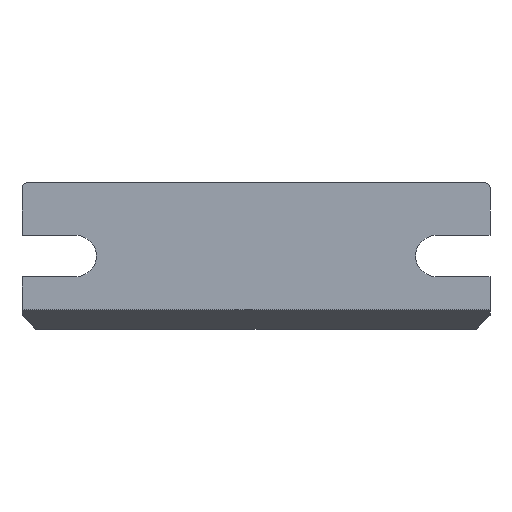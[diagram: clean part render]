
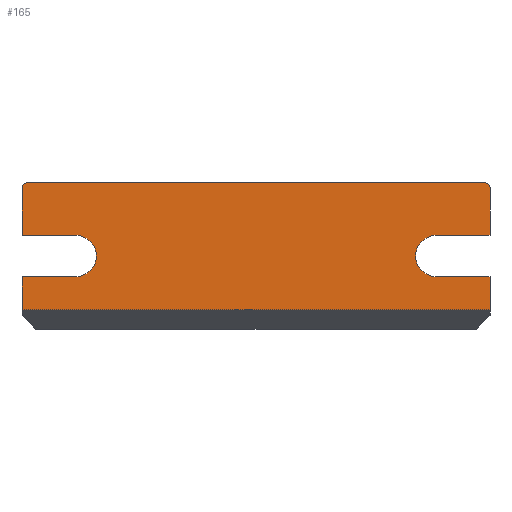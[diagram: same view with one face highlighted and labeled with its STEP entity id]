
A CAD part, front view. The second image highlights one B-rep face of the part: STEP entity #165.
In plain terms, the highlighted planar face has unit normal (0, -1, 0).
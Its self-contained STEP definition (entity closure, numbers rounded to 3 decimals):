
#165 = ADVANCED_FACE( '', ( #357 ), #358, .F. );
#357 = FACE_OUTER_BOUND( '', #572, .T. );
#358 = PLANE( '', #573 );
#572 = EDGE_LOOP( '', ( #1000, #1001, #1002, #1003, #1004, #1005, #1006, #1007, #1008, #1009, #1010, #1011, #1012, #1013 ) );
#573 = AXIS2_PLACEMENT_3D( '', #1014, #1015, #1016 );
#1000 = ORIENTED_EDGE( '', *, *, #1366, .F. );
#1001 = ORIENTED_EDGE( '', *, *, #1380, .T. );
#1002 = ORIENTED_EDGE( '', *, *, #1413, .T. );
#1003 = ORIENTED_EDGE( '', *, *, #1414, .T. );
#1004 = ORIENTED_EDGE( '', *, *, #1415, .T. );
#1005 = ORIENTED_EDGE( '', *, *, #1416, .F. );
#1006 = ORIENTED_EDGE( '', *, *, #1275, .F. );
#1007 = ORIENTED_EDGE( '', *, *, #1417, .F. );
#1008 = ORIENTED_EDGE( '', *, *, #1418, .T. );
#1009 = ORIENTED_EDGE( '', *, *, #1317, .F. );
#1010 = ORIENTED_EDGE( '', *, *, #1419, .F. );
#1011 = ORIENTED_EDGE( '', *, *, #1256, .F. );
#1012 = ORIENTED_EDGE( '', *, *, #1420, .F. );
#1013 = ORIENTED_EDGE( '', *, *, #1356, .F. );
#1014 = CARTESIAN_POINT( '', ( 48., 0., 15. ) );
#1015 = DIRECTION( '', ( 0., 1., 0. ) );
#1016 = DIRECTION( '', ( 0., 0., 1. ) );
#1256 = EDGE_CURVE( '', #1492, #1494, #1495, .T. );
#1275 = EDGE_CURVE( '', #1525, #1527, #1528, .F. );
#1317 = EDGE_CURVE( '', #1594, #1596, #1597, .T. );
#1356 = EDGE_CURVE( '', #1658, #1660, #1661, .T. );
#1366 = EDGE_CURVE( '', #1672, #1658, #1674, .T. );
#1380 = EDGE_CURVE( '', #1672, #1693, #1695, .F. );
#1413 = EDGE_CURVE( '', #1693, #1742, #1743, .T. );
#1414 = EDGE_CURVE( '', #1742, #1744, #1745, .F. );
#1415 = EDGE_CURVE( '', #1744, #1746, #1747, .T. );
#1416 = EDGE_CURVE( '', #1527, #1746, #1748, .T. );
#1417 = EDGE_CURVE( '', #1749, #1525, #1750, .T. );
#1418 = EDGE_CURVE( '', #1749, #1596, #1751, .T. );
#1419 = EDGE_CURVE( '', #1494, #1594, #1752, .T. );
#1420 = EDGE_CURVE( '', #1660, #1492, #1753, .F. );
#1492 = VERTEX_POINT( '', #1836 );
#1494 = VERTEX_POINT( '', #1839 );
#1495 = LINE( '', #1840, #1841 );
#1525 = VERTEX_POINT( '', #1881 );
#1527 = VERTEX_POINT( '', #1884 );
#1528 = CIRCLE( '', #1885, 4.25 );
#1594 = VERTEX_POINT( '', #1973 );
#1596 = VERTEX_POINT( '', #1976 );
#1597 = LINE( '', #1977, #1978 );
#1658 = VERTEX_POINT( '', #2059 );
#1660 = VERTEX_POINT( '', #2062 );
#1661 = LINE( '', #2063, #2064 );
#1672 = VERTEX_POINT( '', #2080 );
#1674 = LINE( '', #2083, #2084 );
#1693 = VERTEX_POINT( '', #2108 );
#1695 = CIRCLE( '', #2111, 1. );
#1742 = VERTEX_POINT( '', #2173 );
#1743 = LINE( '', #2174, #2175 );
#1744 = VERTEX_POINT( '', #2176 );
#1745 = CIRCLE( '', #2177, 1. );
#1746 = VERTEX_POINT( '', #2178 );
#1747 = LINE( '', #2179, #2180 );
#1748 = LINE( '', #2181, #2182 );
#1749 = VERTEX_POINT( '', #2183 );
#1750 = LINE( '', #2184, #2185 );
#1751 = LINE( '', #2186, #2187 );
#1752 = LINE( '', #2188, #2189 );
#1753 = CIRCLE( '', #2190, 4.25 );
#1836 = CARTESIAN_POINT( '', ( 37., 0., -4.25 ) );
#1839 = CARTESIAN_POINT( '', ( 48., 0., -4.25 ) );
#1840 = CARTESIAN_POINT( '', ( 48., 0., -4.25 ) );
#1841 = VECTOR( '', #2314, 1000. );
#1881 = CARTESIAN_POINT( '', ( -37., 0., -4.25 ) );
#1884 = CARTESIAN_POINT( '', ( -37., 0., 4.25 ) );
#1885 = AXIS2_PLACEMENT_3D( '', #2335, #2336, #2337 );
#1973 = CARTESIAN_POINT( '', ( 48., 0., -11. ) );
#1976 = CARTESIAN_POINT( '', ( -48., 0., -11. ) );
#1977 = CARTESIAN_POINT( '', ( 48., 0., -11. ) );
#1978 = VECTOR( '', #2388, 1000. );
#2059 = CARTESIAN_POINT( '', ( 48., 0., 4.25 ) );
#2062 = CARTESIAN_POINT( '', ( 37., 0., 4.25 ) );
#2063 = CARTESIAN_POINT( '', ( 48., 0., 4.25 ) );
#2064 = VECTOR( '', #2440, 1000. );
#2080 = CARTESIAN_POINT( '', ( 48., 0., 14. ) );
#2083 = CARTESIAN_POINT( '', ( 48., 0., 15. ) );
#2084 = VECTOR( '', #2447, 1000. );
#2108 = CARTESIAN_POINT( '', ( 47., 0., 15. ) );
#2111 = AXIS2_PLACEMENT_3D( '', #2466, #2467, #2468 );
#2173 = CARTESIAN_POINT( '', ( -47., 0., 15. ) );
#2174 = CARTESIAN_POINT( '', ( 48., 0., 15. ) );
#2175 = VECTOR( '', #2505, 1000. );
#2176 = CARTESIAN_POINT( '', ( -48., 0., 14. ) );
#2177 = AXIS2_PLACEMENT_3D( '', #2506, #2507, #2508 );
#2178 = CARTESIAN_POINT( '', ( -48., 0., 4.25 ) );
#2179 = CARTESIAN_POINT( '', ( -48., 0., 15. ) );
#2180 = VECTOR( '', #2509, 1000. );
#2181 = CARTESIAN_POINT( '', ( 48., 0., 4.25 ) );
#2182 = VECTOR( '', #2510, 1000. );
#2183 = CARTESIAN_POINT( '', ( -48., 0., -4.25 ) );
#2184 = CARTESIAN_POINT( '', ( 48., 0., -4.25 ) );
#2185 = VECTOR( '', #2511, 1000. );
#2186 = CARTESIAN_POINT( '', ( -48., 0., 15. ) );
#2187 = VECTOR( '', #2512, 1000. );
#2188 = CARTESIAN_POINT( '', ( 48., 0., 15. ) );
#2189 = VECTOR( '', #2513, 1000. );
#2190 = AXIS2_PLACEMENT_3D( '', #2514, #2515, #2516 );
#2314 = DIRECTION( '', ( 1., 0., 0. ) );
#2335 = CARTESIAN_POINT( '', ( -37., 0., 0. ) );
#2336 = DIRECTION( '', ( 0., 1., 0. ) );
#2337 = DIRECTION( '', ( 0., 0., 1. ) );
#2388 = DIRECTION( '', ( -1., 0., 0. ) );
#2440 = DIRECTION( '', ( -1., 0., 0. ) );
#2447 = DIRECTION( '', ( 0., 0., -1. ) );
#2466 = CARTESIAN_POINT( '', ( 47., 0., 14. ) );
#2467 = DIRECTION( '', ( 0., 1., 0. ) );
#2468 = DIRECTION( '', ( 0., 0., 1. ) );
#2505 = DIRECTION( '', ( -1., 0., 0. ) );
#2506 = CARTESIAN_POINT( '', ( -47., 0., 14. ) );
#2507 = DIRECTION( '', ( 0., 1., 0. ) );
#2508 = DIRECTION( '', ( 0., 0., 1. ) );
#2509 = DIRECTION( '', ( 0., 0., -1. ) );
#2510 = DIRECTION( '', ( -1., 0., 0. ) );
#2511 = DIRECTION( '', ( 1., 0., 0. ) );
#2512 = DIRECTION( '', ( 0., 0., -1. ) );
#2513 = DIRECTION( '', ( 0., 0., -1. ) );
#2514 = CARTESIAN_POINT( '', ( 37., 0., 0. ) );
#2515 = DIRECTION( '', ( 0., 1., 0. ) );
#2516 = DIRECTION( '', ( 0., 0., 1. ) );
